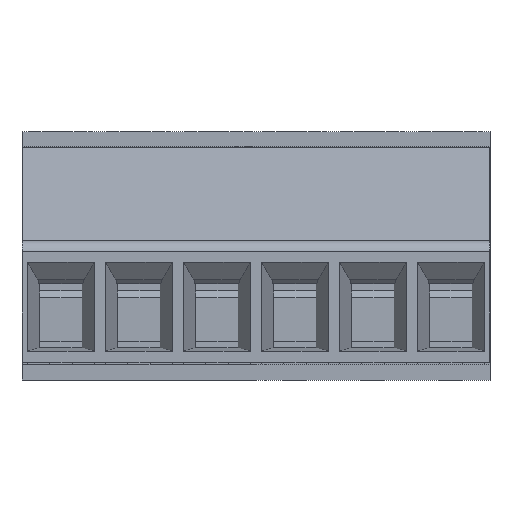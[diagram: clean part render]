
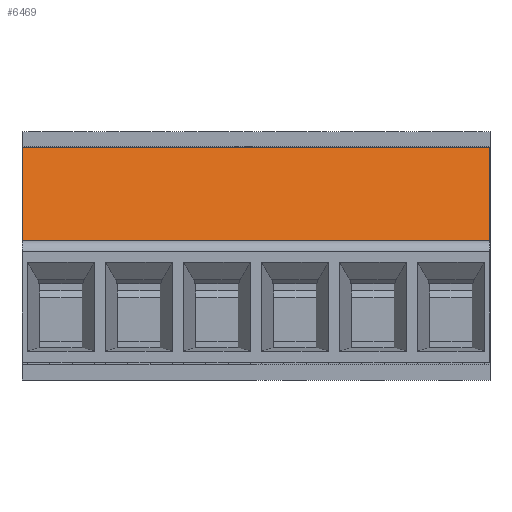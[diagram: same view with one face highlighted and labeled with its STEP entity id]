
A CAD part, top view. The second image highlights one B-rep face of the part: STEP entity #6469.
In plain terms, the highlighted face is planar.
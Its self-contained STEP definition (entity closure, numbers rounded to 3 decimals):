
#357 = EDGE_LOOP ( 'NONE', ( #11277, #23859, #3824, #3184 ) ) ;
#400 = DIRECTION ( 'NONE',  ( 0., 0., 1. ) ) ;
#538 = VERTEX_POINT ( 'NONE', #5176 ) ;
#1302 = PLANE ( 'NONE',  #2038 ) ;
#2038 = AXIS2_PLACEMENT_3D ( 'NONE', #25039, #23598, #23439 ) ;
#2199 = LINE ( 'NONE', #10409, #17503 ) ;
#3184 = ORIENTED_EDGE ( 'NONE', *, *, #10889, .T. ) ;
#3824 = ORIENTED_EDGE ( 'NONE', *, *, #10069, .F. ) ;
#4170 = EDGE_CURVE ( 'NONE', #13606, #18369, #23871, .T. ) ;
#4966 = VECTOR ( 'NONE', #24798, 1000. ) ;
#5176 = CARTESIAN_POINT ( 'NONE',  ( 1.423, 9.633, -3.5 ) ) ;
#6365 = CARTESIAN_POINT ( 'NONE',  ( 1.423, 9.633, 17.5 ) ) ;
#6469 = ADVANCED_FACE ( 'NONE', ( #20146 ), #1302, .T. ) ;
#9029 = EDGE_CURVE ( 'NONE', #23571, #18369, #17891, .T. ) ;
#9137 = CARTESIAN_POINT ( 'NONE',  ( 1.423, 9.633, -3.5 ) ) ;
#10069 = EDGE_CURVE ( 'NONE', #538, #23571, #2199, .T. ) ;
#10409 = CARTESIAN_POINT ( 'NONE',  ( 1.423, 9.633, -3.5 ) ) ;
#10889 = EDGE_CURVE ( 'NONE', #538, #13606, #20764, .T. ) ;
#11018 = CARTESIAN_POINT ( 'NONE',  ( 0.519, 5.458, -3.5 ) ) ;
#11277 = ORIENTED_EDGE ( 'NONE', *, *, #4170, .T. ) ;
#13592 = VECTOR ( 'NONE', #17730, 1000. ) ;
#13606 = VERTEX_POINT ( 'NONE', #11018 ) ;
#15482 = CARTESIAN_POINT ( 'NONE',  ( 1.423, 9.633, 17.5 ) ) ;
#17264 = VECTOR ( 'NONE', #17353, 1000. ) ;
#17353 = DIRECTION ( 'NONE',  ( -0.212, -0.977, 0. ) ) ;
#17503 = VECTOR ( 'NONE', #400, 1000. ) ;
#17730 = DIRECTION ( 'NONE',  ( 0., 0., 1. ) ) ;
#17888 = CARTESIAN_POINT ( 'NONE',  ( 0.519, 5.458, -3.5 ) ) ;
#17891 = LINE ( 'NONE', #15482, #17264 ) ;
#18369 = VERTEX_POINT ( 'NONE', #19685 ) ;
#19685 = CARTESIAN_POINT ( 'NONE',  ( 0.519, 5.458, 17.5 ) ) ;
#20146 = FACE_OUTER_BOUND ( 'NONE', #357, .T. ) ;
#20764 = LINE ( 'NONE', #9137, #4966 ) ;
#23439 = DIRECTION ( 'NONE',  ( -0.212, -0.977, 0. ) ) ;
#23571 = VERTEX_POINT ( 'NONE', #6365 ) ;
#23598 = DIRECTION ( 'NONE',  ( -0.977, 0.212, 0. ) ) ;
#23859 = ORIENTED_EDGE ( 'NONE', *, *, #9029, .F. ) ;
#23871 = LINE ( 'NONE', #17888, #13592 ) ;
#24798 = DIRECTION ( 'NONE',  ( -0.212, -0.977, 0. ) ) ;
#25039 = CARTESIAN_POINT ( 'NONE',  ( 1.423, 9.633, -3.5 ) ) ;
